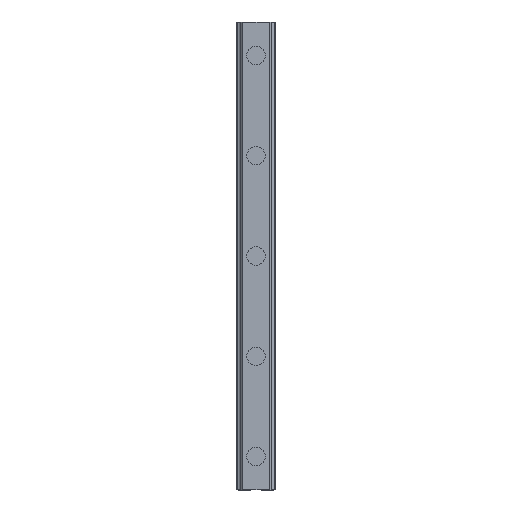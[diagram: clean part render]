
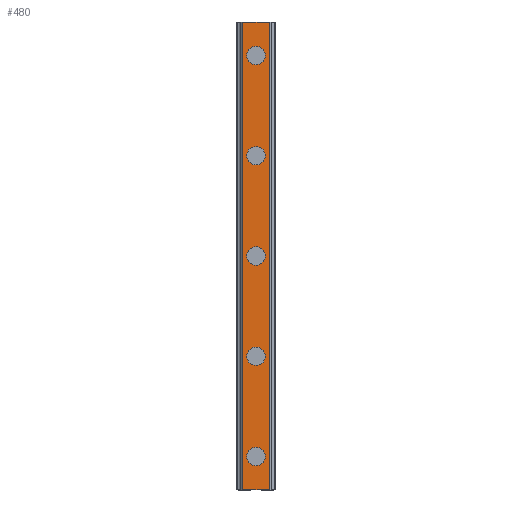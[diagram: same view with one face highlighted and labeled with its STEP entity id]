
A CAD part, top view. The second image highlights one B-rep face of the part: STEP entity #480.
In plain terms, the highlighted planar face has unit normal (0, 0, 1).
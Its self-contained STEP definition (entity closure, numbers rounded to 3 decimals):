
#480=ADVANCED_FACE('',(#982,#983,#984,#985,#986,#987),#988,.T.);
#982=FACE_BOUND('',#1499,.T.);
#983=FACE_BOUND('',#1500,.T.);
#984=FACE_BOUND('',#1501,.T.);
#985=FACE_BOUND('',#1502,.T.);
#986=FACE_BOUND('',#1503,.T.);
#987=FACE_OUTER_BOUND('',#1504,.T.);
#988=PLANE('',#1505);
#1499=EDGE_LOOP('',(#2935,#2936));
#1500=EDGE_LOOP('',(#2937,#2938));
#1501=EDGE_LOOP('',(#2939,#2940));
#1502=EDGE_LOOP('',(#2941,#2942));
#1503=EDGE_LOOP('',(#2943,#2944));
#1504=EDGE_LOOP('',(#2945,#2946,#2947,#2948));
#1505=AXIS2_PLACEMENT_3D('',#2949,#2950,#2951);
#2935=ORIENTED_EDGE('',*,*,#3187,.T.);
#2936=ORIENTED_EDGE('',*,*,#3568,.T.);
#2937=ORIENTED_EDGE('',*,*,#3173,.T.);
#2938=ORIENTED_EDGE('',*,*,#3596,.T.);
#2939=ORIENTED_EDGE('',*,*,#3159,.T.);
#2940=ORIENTED_EDGE('',*,*,#3611,.T.);
#2941=ORIENTED_EDGE('',*,*,#3145,.T.);
#2942=ORIENTED_EDGE('',*,*,#3626,.T.);
#2943=ORIENTED_EDGE('',*,*,#3131,.T.);
#2944=ORIENTED_EDGE('',*,*,#3641,.T.);
#2945=ORIENTED_EDGE('',*,*,#3547,.T.);
#2946=ORIENTED_EDGE('',*,*,#3694,.F.);
#2947=ORIENTED_EDGE('',*,*,#3421,.T.);
#2948=ORIENTED_EDGE('',*,*,#3692,.T.);
#2949=CARTESIAN_POINT('',(0.,280.0,18.));
#2950=DIRECTION('',(0.0,0.0,1.0));
#2951=DIRECTION('',(-1.0,0.0,0.0));
#3131=EDGE_CURVE('',#3754,#3751,#3755,.T.);
#3145=EDGE_CURVE('',#3780,#3777,#3781,.T.);
#3159=EDGE_CURVE('',#3806,#3803,#3807,.T.);
#3173=EDGE_CURVE('',#3832,#3829,#3833,.T.);
#3187=EDGE_CURVE('',#3858,#3855,#3859,.T.);
#3421=EDGE_CURVE('',#4212,#4210,#4213,.T.);
#3547=EDGE_CURVE('',#4419,#4417,#4420,.T.);
#3568=EDGE_CURVE('',#3855,#3858,#4459,.T.);
#3596=EDGE_CURVE('',#3829,#3832,#4495,.T.);
#3611=EDGE_CURVE('',#3803,#3806,#4513,.T.);
#3626=EDGE_CURVE('',#3777,#3780,#4531,.T.);
#3641=EDGE_CURVE('',#3751,#3754,#4549,.T.);
#3692=EDGE_CURVE('',#4210,#4419,#4603,.T.);
#3694=EDGE_CURVE('',#4212,#4417,#4605,.T.);
#3751=VERTEX_POINT('',#4664);
#3754=VERTEX_POINT('',#4668);
#3755=CIRCLE('',#4669,5.5);
#3777=VERTEX_POINT('',#4694);
#3780=VERTEX_POINT('',#4698);
#3781=CIRCLE('',#4699,5.5);
#3803=VERTEX_POINT('',#4724);
#3806=VERTEX_POINT('',#4728);
#3807=CIRCLE('',#4729,5.5);
#3829=VERTEX_POINT('',#4754);
#3832=VERTEX_POINT('',#4758);
#3833=CIRCLE('',#4759,5.5);
#3855=VERTEX_POINT('',#4784);
#3858=VERTEX_POINT('',#4788);
#3859=CIRCLE('',#4789,5.5);
#4210=VERTEX_POINT('',#5276);
#4212=VERTEX_POINT('',#5278);
#4213=LINE('',#5279,#5280);
#4417=VERTEX_POINT('',#5565);
#4419=VERTEX_POINT('',#5567);
#4420=LINE('',#5568,#5569);
#4459=CIRCLE('',#5617,5.5);
#4495=CIRCLE('',#5663,5.5);
#4513=CIRCLE('',#5684,5.5);
#4531=CIRCLE('',#5705,5.5);
#4549=CIRCLE('',#5726,5.5);
#4603=LINE('',#5801,#5802);
#4605=LINE('',#5804,#5805);
#4664=CARTESIAN_POINT('',(5.5,20.0,18.));
#4668=CARTESIAN_POINT('',(-5.5,20.0,18.));
#4669=AXIS2_PLACEMENT_3D('',#5883,#5884,#5885);
#4694=CARTESIAN_POINT('',(5.5,80.0,18.));
#4698=CARTESIAN_POINT('',(-5.5,80.0,18.));
#4699=AXIS2_PLACEMENT_3D('',#5911,#5912,#5913);
#4724=CARTESIAN_POINT('',(5.5,140.0,18.));
#4728=CARTESIAN_POINT('',(-5.5,140.0,18.));
#4729=AXIS2_PLACEMENT_3D('',#5939,#5940,#5941);
#4754=CARTESIAN_POINT('',(5.5,200.0,18.));
#4758=CARTESIAN_POINT('',(-5.5,200.0,18.));
#4759=AXIS2_PLACEMENT_3D('',#5967,#5968,#5969);
#4784=CARTESIAN_POINT('',(5.5,260.0,18.));
#4788=CARTESIAN_POINT('',(-5.5,260.0,18.));
#4789=AXIS2_PLACEMENT_3D('',#5995,#5996,#5997);
#5276=CARTESIAN_POINT('',(-7.959,280.0,18.));
#5278=CARTESIAN_POINT('',(7.959,280.0,18.));
#5279=CARTESIAN_POINT('',(7.959,280.0,18.));
#5280=VECTOR('',#6242,1.0);
#5565=CARTESIAN_POINT('',(7.959,0.0,18.));
#5567=CARTESIAN_POINT('',(-7.959,0.0,18.));
#5568=CARTESIAN_POINT('',(7.959,0.0,18.));
#5569=VECTOR('',#6384,1.0);
#5617=AXIS2_PLACEMENT_3D('',#6424,#6425,#6426);
#5663=AXIS2_PLACEMENT_3D('',#6467,#6468,#6469);
#5684=AXIS2_PLACEMENT_3D('',#6488,#6489,#6490);
#5705=AXIS2_PLACEMENT_3D('',#6509,#6510,#6511);
#5726=AXIS2_PLACEMENT_3D('',#6530,#6531,#6532);
#5801=CARTESIAN_POINT('',(-7.959,280.0,18.));
#5802=VECTOR('',#6569,1.0);
#5804=CARTESIAN_POINT('',(7.959,280.0,18.));
#5805=VECTOR('',#6570,1.0);
#5883=CARTESIAN_POINT('',(0.0,20.0,18.));
#5884=DIRECTION('',(0.0,0.0,-1.0));
#5885=DIRECTION('',(1.0,0.0,0.0));
#5911=CARTESIAN_POINT('',(0.0,80.0,18.));
#5912=DIRECTION('',(0.0,0.0,-1.0));
#5913=DIRECTION('',(1.0,0.0,0.0));
#5939=CARTESIAN_POINT('',(0.0,140.0,18.));
#5940=DIRECTION('',(0.0,0.0,-1.0));
#5941=DIRECTION('',(1.0,0.0,0.0));
#5967=CARTESIAN_POINT('',(0.0,200.0,18.));
#5968=DIRECTION('',(0.0,0.0,-1.0));
#5969=DIRECTION('',(1.0,0.0,0.0));
#5995=CARTESIAN_POINT('',(0.0,260.0,18.));
#5996=DIRECTION('',(0.0,0.0,-1.0));
#5997=DIRECTION('',(1.0,0.0,0.0));
#6242=DIRECTION('',(-1.0,0.0,0.0));
#6384=DIRECTION('',(1.0,0.0,0.0));
#6424=CARTESIAN_POINT('',(0.0,260.0,18.));
#6425=DIRECTION('',(0.0,0.0,-1.0));
#6426=DIRECTION('',(1.0,0.0,0.0));
#6467=CARTESIAN_POINT('',(0.0,200.0,18.));
#6468=DIRECTION('',(0.0,0.0,-1.0));
#6469=DIRECTION('',(1.0,0.0,0.0));
#6488=CARTESIAN_POINT('',(0.0,140.0,18.));
#6489=DIRECTION('',(0.0,0.0,-1.0));
#6490=DIRECTION('',(1.0,0.0,0.0));
#6509=CARTESIAN_POINT('',(0.0,80.0,18.));
#6510=DIRECTION('',(0.0,0.0,-1.0));
#6511=DIRECTION('',(1.0,0.0,0.0));
#6530=CARTESIAN_POINT('',(0.0,20.0,18.));
#6531=DIRECTION('',(0.0,0.0,-1.0));
#6532=DIRECTION('',(1.0,0.0,0.0));
#6569=DIRECTION('',(0.0,-1.0,0.0));
#6570=DIRECTION('',(0.0,-1.0,0.0));
